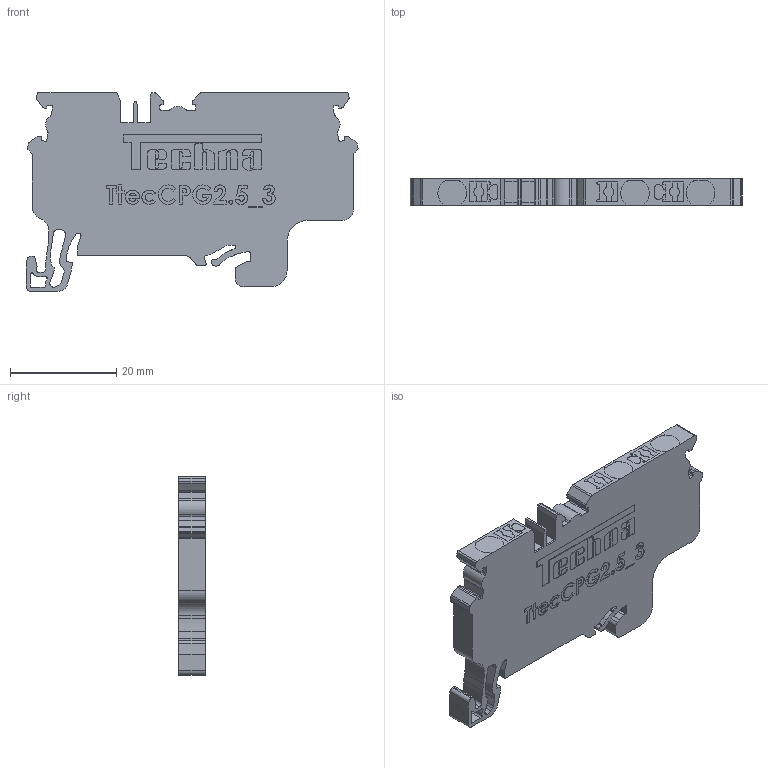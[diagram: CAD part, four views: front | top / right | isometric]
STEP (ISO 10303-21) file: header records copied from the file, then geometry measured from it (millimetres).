
FILE_DESCRIPTION (( 'STEP AP214' ), '1' );
FILE_NAME ('TtecCPG2.5_3.STEP', '2020-07-03T07:28:30', ( '' ), ( '' ), 'SwSTEP 2.0', 'SolidWorks 2020', '' );
FILE_SCHEMA (( 'AUTOMOTIVE_DESIGN' ));
Length unit declared in the file: millimetre
Products named in the file (1): TtecCPG2.5_3
Bounding box: 62.5 x 5 x 37.42 mm (x, y, z)
Volume: 8620.3 mm3; surface area: 5115.2 mm2
Topology: 1 solids, 1 shells, 908 faces, 2575 edges, 1716 vertices
Faces by surface type: plane 478, cylinder 286, bspline 144
Entity records: 43404 total; most frequent: CARTESIAN_POINT 13984, ORIENTED_EDGE 5150, DIRECTION 4387, EDGE_CURVE 2575, VECTOR 1717, LINE 1717, VERTEX_POINT 1716, AXIS2_PLACEMENT_3D 1335
